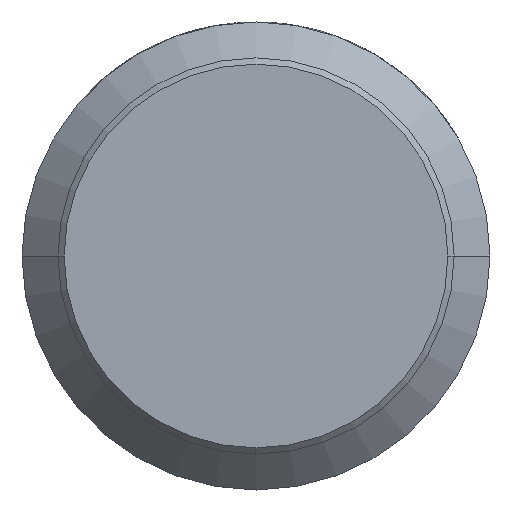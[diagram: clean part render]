
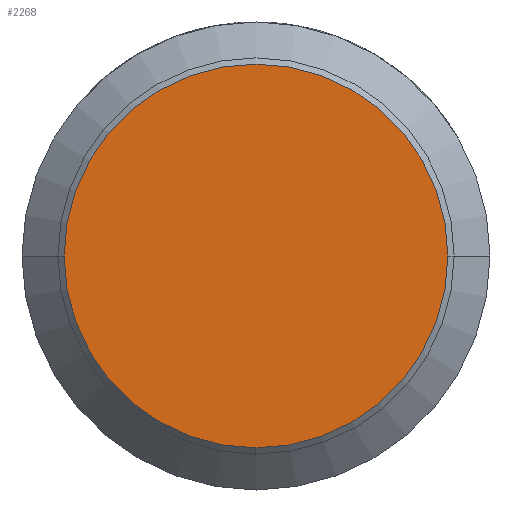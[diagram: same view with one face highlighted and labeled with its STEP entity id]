
A CAD part, left-side view. The second image highlights one B-rep face of the part: STEP entity #2268.
In plain terms, the highlighted planar face has unit normal (-1, 0, 0).
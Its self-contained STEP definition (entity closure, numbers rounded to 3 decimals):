
#63 = EDGE_CURVE ( 'NONE', #2817, #1372, #595, .T. ) ;
#289 = FACE_OUTER_BOUND ( 'NONE', #3298, .T. ) ;
#526 = CARTESIAN_POINT ( 'NONE',  ( 0., 0., 0. ) ) ;
#595 = CIRCLE ( 'NONE', #917, 3.075 ) ;
#658 = VERTEX_POINT ( 'NONE', #3237 ) ;
#824 = ORIENTED_EDGE ( 'NONE', *, *, #1072, .T. ) ;
#917 = AXIS2_PLACEMENT_3D ( 'NONE', #1585, #2819, #4002 ) ;
#1072 = EDGE_CURVE ( 'NONE', #658, #2817, #1698, .T. ) ;
#1111 = DIRECTION ( 'NONE',  ( 0., 1., 0. ) ) ;
#1372 = VERTEX_POINT ( 'NONE', #3495 ) ;
#1439 = CARTESIAN_POINT ( 'NONE',  ( 0., 0., 0. ) ) ;
#1520 = DIRECTION ( 'NONE',  ( -1., 0., 0. ) ) ;
#1582 = EDGE_CURVE ( 'NONE', #1372, #658, #2279, .T. ) ;
#1585 = CARTESIAN_POINT ( 'NONE',  ( 0., 0., 0. ) ) ;
#1596 = DIRECTION ( 'NONE',  ( 0., -1., 0. ) ) ;
#1698 = CIRCLE ( 'NONE', #2082, 3.075 ) ;
#1728 = ORIENTED_EDGE ( 'NONE', *, *, #63, .T. ) ;
#2082 = AXIS2_PLACEMENT_3D ( 'NONE', #1439, #3575, #1111 ) ;
#2268 = ADVANCED_FACE ( 'NONE', ( #289 ), #3288, .T. ) ;
#2279 = CIRCLE ( 'NONE', #3904, 3.075 ) ;
#2366 = DIRECTION ( 'NONE',  ( 0., 0., 1. ) ) ;
#2538 = ORIENTED_EDGE ( 'NONE', *, *, #1582, .T. ) ;
#2742 = AXIS2_PLACEMENT_3D ( 'NONE', #526, #1520, #2366 ) ;
#2817 = VERTEX_POINT ( 'NONE', #2893 ) ;
#2819 = DIRECTION ( 'NONE',  ( -1., 0., 0. ) ) ;
#2893 = CARTESIAN_POINT ( 'NONE',  ( 0., 0., -3.075 ) ) ;
#3099 = DIRECTION ( 'NONE',  ( -1., 0., 0. ) ) ;
#3237 = CARTESIAN_POINT ( 'NONE',  ( 0., 3.075, 0. ) ) ;
#3288 = PLANE ( 'NONE',  #2742 ) ;
#3298 = EDGE_LOOP ( 'NONE', ( #2538, #824, #1728 ) ) ;
#3443 = CARTESIAN_POINT ( 'NONE',  ( 0., 0., 0. ) ) ;
#3495 = CARTESIAN_POINT ( 'NONE',  ( 0., -3.075, 0. ) ) ;
#3575 = DIRECTION ( 'NONE',  ( -1., 0., 0. ) ) ;
#3904 = AXIS2_PLACEMENT_3D ( 'NONE', #3443, #3099, #1596 ) ;
#4002 = DIRECTION ( 'NONE',  ( 0., 1., 0. ) ) ;
